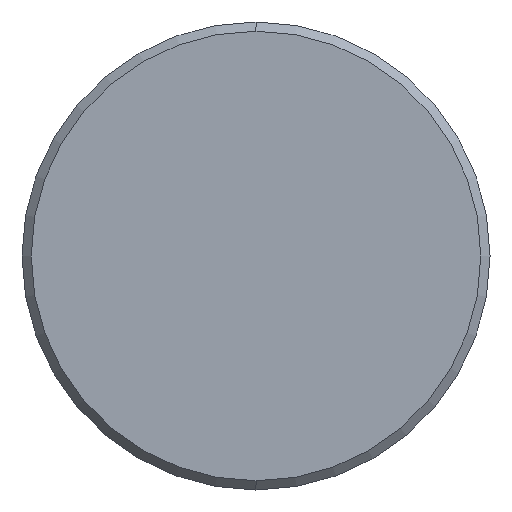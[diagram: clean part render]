
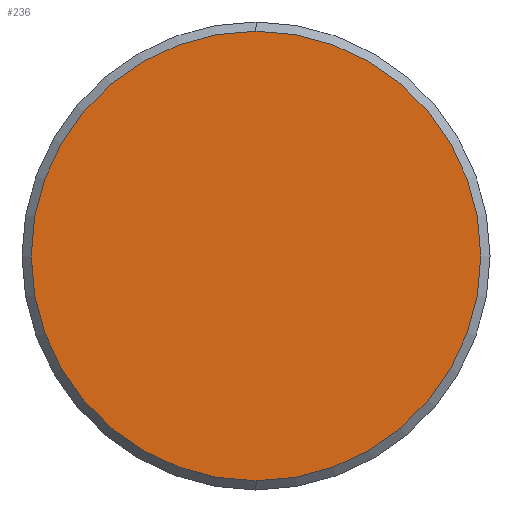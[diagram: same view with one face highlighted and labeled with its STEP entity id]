
A CAD part, left-side view. The second image highlights one B-rep face of the part: STEP entity #236.
In plain terms, the highlighted planar face has unit normal (-1, 0, 0).
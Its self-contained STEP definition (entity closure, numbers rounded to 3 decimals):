
#15 = DIRECTION ( 'NONE',  ( 0., 0., -1. ) ) ;
#24 = FACE_OUTER_BOUND ( 'NONE', #176, .T. ) ;
#37 = CARTESIAN_POINT ( 'NONE',  ( -1.65, 0., 6.1 ) ) ;
#52 = AXIS2_PLACEMENT_3D ( 'NONE', #273, #271, #269 ) ;
#57 = AXIS2_PLACEMENT_3D ( 'NONE', #138, #190, #15 ) ;
#60 = CARTESIAN_POINT ( 'NONE',  ( -1.65, 0., -6.1 ) ) ;
#78 = EDGE_CURVE ( 'NONE', #235, #260, #88, .T. ) ;
#88 = CIRCLE ( 'NONE', #189, 6.1 ) ;
#131 = CARTESIAN_POINT ( 'NONE',  ( -1.65, 0., 0. ) ) ;
#138 = CARTESIAN_POINT ( 'NONE',  ( -1.65, 0., 0. ) ) ;
#175 = ORIENTED_EDGE ( 'NONE', *, *, #78, .T. ) ;
#176 = EDGE_LOOP ( 'NONE', ( #280, #175 ) ) ;
#189 = AXIS2_PLACEMENT_3D ( 'NONE', #131, #257, #230 ) ;
#190 = DIRECTION ( 'NONE',  ( 1., 0., 0. ) ) ;
#230 = DIRECTION ( 'NONE',  ( 0., 0., -1. ) ) ;
#235 = VERTEX_POINT ( 'NONE', #37 ) ;
#236 = ADVANCED_FACE ( 'NONE', ( #24 ), #281, .F. ) ;
#257 = DIRECTION ( 'NONE',  ( -1., 0., 0. ) ) ;
#260 = VERTEX_POINT ( 'NONE', #60 ) ;
#269 = DIRECTION ( 'NONE',  ( 0., 0., -1. ) ) ;
#271 = DIRECTION ( 'NONE',  ( -1., 0., 0. ) ) ;
#273 = CARTESIAN_POINT ( 'NONE',  ( -1.65, 0., 0. ) ) ;
#280 = ORIENTED_EDGE ( 'NONE', *, *, #291, .T. ) ;
#281 = PLANE ( 'NONE',  #57 ) ;
#291 = EDGE_CURVE ( 'NONE', #260, #235, #296, .T. ) ;
#296 = CIRCLE ( 'NONE', #52, 6.1 ) ;
